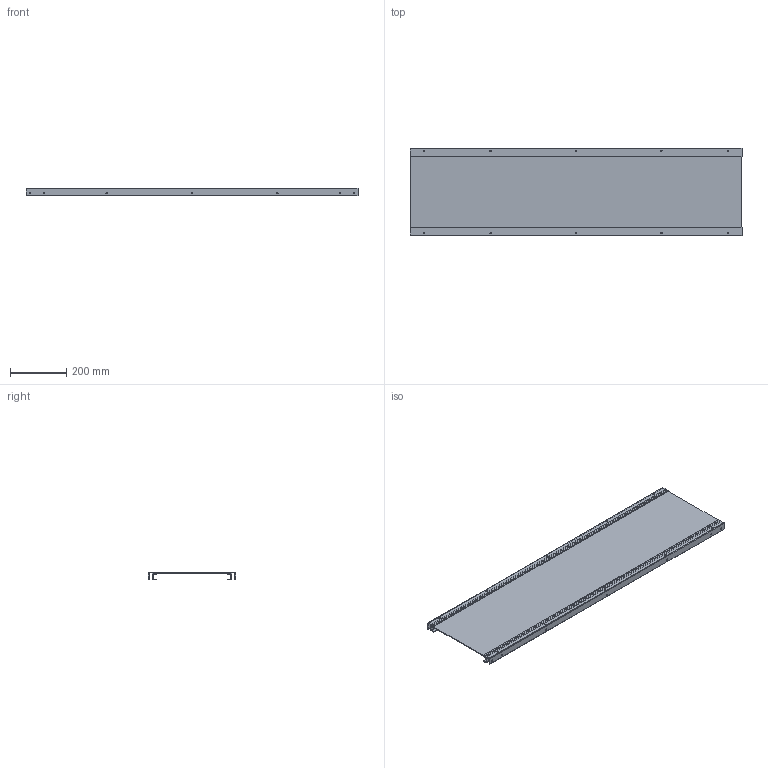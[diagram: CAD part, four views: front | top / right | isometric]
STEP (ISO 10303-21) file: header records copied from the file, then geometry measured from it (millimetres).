
FILE_DESCRIPTION(/* description */ (''),/* implementation_level */ '2;1');
FILE_NAME(/* name */ 'Rail Final Asm.iam.stp',/* time_stamp */ '2014-12-18T16:50:32-08:00',/* author */ ('Autodesk Inc.'),/* organization */ ('Autodesk Inc.'),/* preprocessor_version */ 'ST-DEVELOPER v15.6',/* originating_system */ 'Autodesk Inventor 2015',/* authorisation */ '');
FILE_SCHEMA (('AUTOMOTIVE_DESIGN { 1 0 10303 214 3 1 1 }'));
Length unit declared in the file: inch
Products named in the file (3): NewRail; New FTC Side Glass; Rail Final Asm
Assembly tree (3 placements, depth 2):
  Rail Final Asm
    NewRail  x2
    New FTC Side Glass
Bounding box: 1185.42 x 310.9 x 27.05 mm (x, y, z)
Volume: 1487904.6 mm3; surface area: 1153720.3 mm2
Topology: 3 solids, 3 shells, 168 faces, 486 edges, 324 vertices
Faces by surface type: cylinder 98, plane 70
Full cylindrical faces by diameter (mm): 4.826 x38
Entity records: 2971 total; most frequent: DIRECTION 514, CARTESIAN_POINT 489, ORIENTED_EDGE 460, EDGE_CURVE 230, AXIS2_PLACEMENT_3D 191, VERTEX_POINT 166, EDGE_LOOP 144, LINE 132
